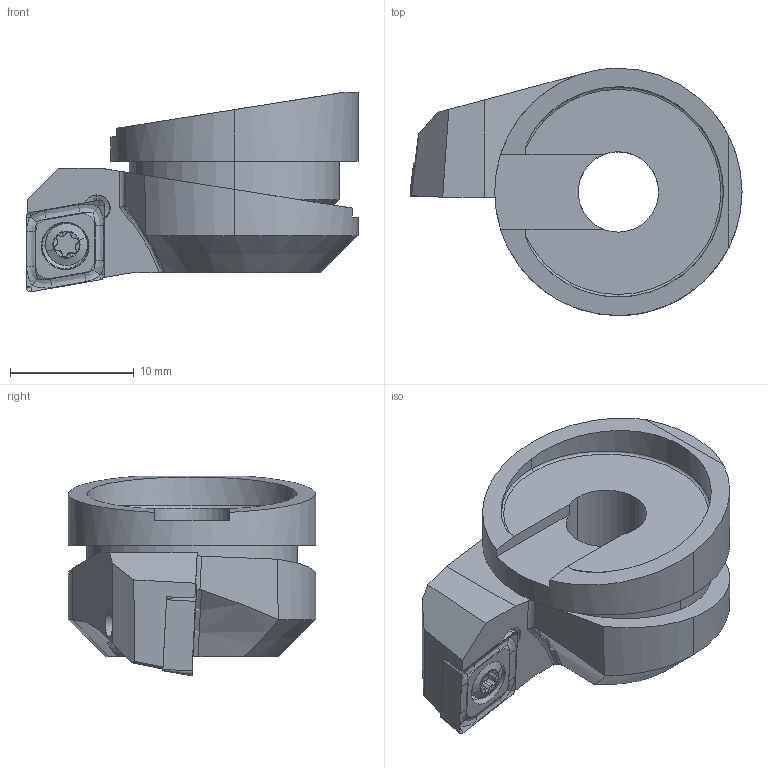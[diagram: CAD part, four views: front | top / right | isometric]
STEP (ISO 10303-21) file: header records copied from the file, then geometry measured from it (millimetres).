
FILE_DESCRIPTION (( 'STEP AP203' ), '1' );
FILE_NAME ('T24.017.065.013.STEP', '2024-08-30T10:22:51', ( '' ), ( '' ), 'SwSTEP 2.0', 'SolidWorks 2022', '' );
FILE_SCHEMA (( 'CONFIG_CONTROL_DESIGN' ));
Length unit declared in the file: millimetre
Products named in the file (6): F32-WCA.001.007; CCMT060204; WCA-ER2.001.006_A; F32-U00.001.006_B; T24.017.065.013; F32-WCA.001.007_C_fertigbearbeitet
Assembly tree (5 placements, depth 3):
  T24.017.065.013
    F32-U00.001.006_B
    F32-WCA.001.007
      F32-WCA.001.007_C_fertigbearbeitet
      CCMT060204
      WCA-ER2.001.006_A
Bounding box: 26.85 x 20 x 16.15 mm (x, y, z)
Volume: 3150.8 mm3; surface area: 2749.4 mm2
Topology: 4 solids, 4 shells, 161 faces, 413 edges, 257 vertices
Faces by surface type: cylinder 53, plane 50, cone 29, torus 15, bspline 12, sphere 2
Entity records: 5818 total; most frequent: CARTESIAN_POINT 1457, ORIENTED_EDGE 818, DIRECTION 764, EDGE_CURVE 409, AXIS2_PLACEMENT_3D 298, VERTEX_POINT 257, EDGE_LOOP 170, VECTOR 168
